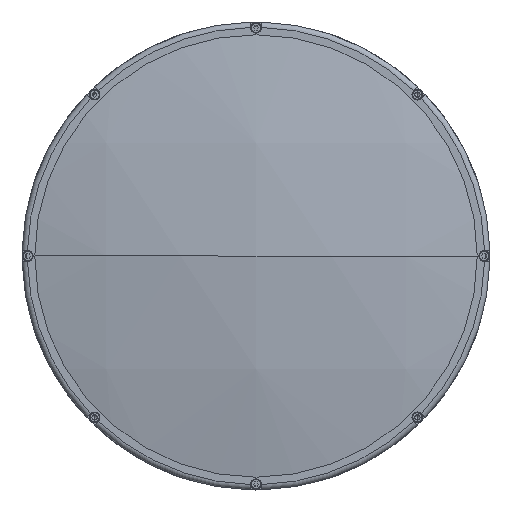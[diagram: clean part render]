
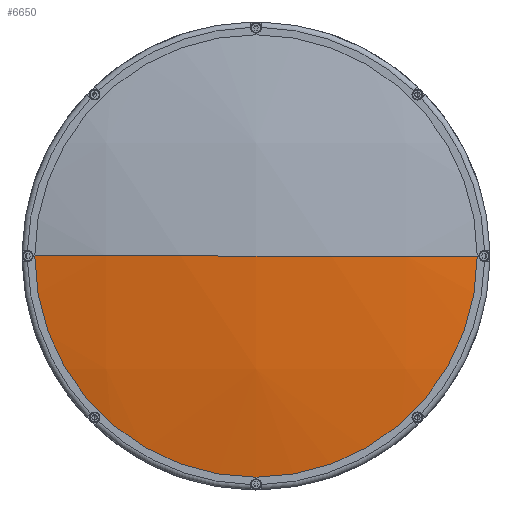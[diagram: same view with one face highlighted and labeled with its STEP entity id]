
A CAD part, left-side view. The second image highlights one B-rep face of the part: STEP entity #6650.
In plain terms, the highlighted spherical face has radius 606 mm.
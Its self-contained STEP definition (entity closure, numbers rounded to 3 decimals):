
#586 = ORIENTED_EDGE ( 'NONE', *, *, #7888, .T. ) ;
#915 = VERTEX_POINT ( 'NONE', #4061 ) ;
#1005 = EDGE_CURVE ( 'NONE', #915, #2510, #3415, .T. ) ;
#1072 = DIRECTION ( 'NONE',  ( 0., 0., 1. ) ) ;
#1311 = DIRECTION ( 'NONE',  ( 0., 0., -1. ) ) ;
#1643 = CARTESIAN_POINT ( 'NONE',  ( -560.373, 0., 0. ) ) ;
#1928 = CIRCLE ( 'NONE', #4897, 124.9 ) ;
#2043 = DIRECTION ( 'NONE',  ( 0., 1., 0. ) ) ;
#2317 = DIRECTION ( 'NONE',  ( 0., 0., 1. ) ) ;
#2510 = VERTEX_POINT ( 'NONE', #1643 ) ;
#2604 = FACE_OUTER_BOUND ( 'NONE', #7262, .T. ) ;
#2866 = DIRECTION ( 'NONE',  ( -1., 0., 0. ) ) ;
#2958 = CARTESIAN_POINT ( 'NONE',  ( -547.362, 0., 0. ) ) ;
#3123 = DIRECTION ( 'NONE',  ( 0., 1., 0. ) ) ;
#3415 = CIRCLE ( 'NONE', #5098, 606. ) ;
#3581 = DIRECTION ( 'NONE',  ( 0., -1., 0. ) ) ;
#3751 = CARTESIAN_POINT ( 'NONE',  ( -547.362, -124.9, 0. ) ) ;
#3786 = ORIENTED_EDGE ( 'NONE', *, *, #6536, .T. ) ;
#4061 = CARTESIAN_POINT ( 'NONE',  ( -547.362, 124.9, 0. ) ) ;
#4586 = SPHERICAL_SURFACE ( 'NONE', #7473, 606. ) ;
#4878 = CARTESIAN_POINT ( 'NONE',  ( 45.627, 0., 0. ) ) ;
#4897 = AXIS2_PLACEMENT_3D ( 'NONE', #2958, #2866, #2317 ) ;
#5098 = AXIS2_PLACEMENT_3D ( 'NONE', #7195, #1072, #3581 ) ;
#5234 = ORIENTED_EDGE ( 'NONE', *, *, #1005, .F. ) ;
#5676 = CARTESIAN_POINT ( 'NONE',  ( 45.627, 0., 0. ) ) ;
#5795 = DIRECTION ( 'NONE',  ( 0., 0., -1. ) ) ;
#6216 = VERTEX_POINT ( 'NONE', #3751 ) ;
#6536 = EDGE_CURVE ( 'NONE', #6216, #2510, #7966, .T. ) ;
#6557 = AXIS2_PLACEMENT_3D ( 'NONE', #4878, #1311, #3123 ) ;
#6650 = ADVANCED_FACE ( 'NONE', ( #2604 ), #4586, .T. ) ;
#7195 = CARTESIAN_POINT ( 'NONE',  ( 45.627, 0., 0. ) ) ;
#7262 = EDGE_LOOP ( 'NONE', ( #586, #3786, #5234 ) ) ;
#7473 = AXIS2_PLACEMENT_3D ( 'NONE', #5676, #5795, #2043 ) ;
#7888 = EDGE_CURVE ( 'NONE', #915, #6216, #1928, .T. ) ;
#7966 = CIRCLE ( 'NONE', #6557, 606. ) ;
